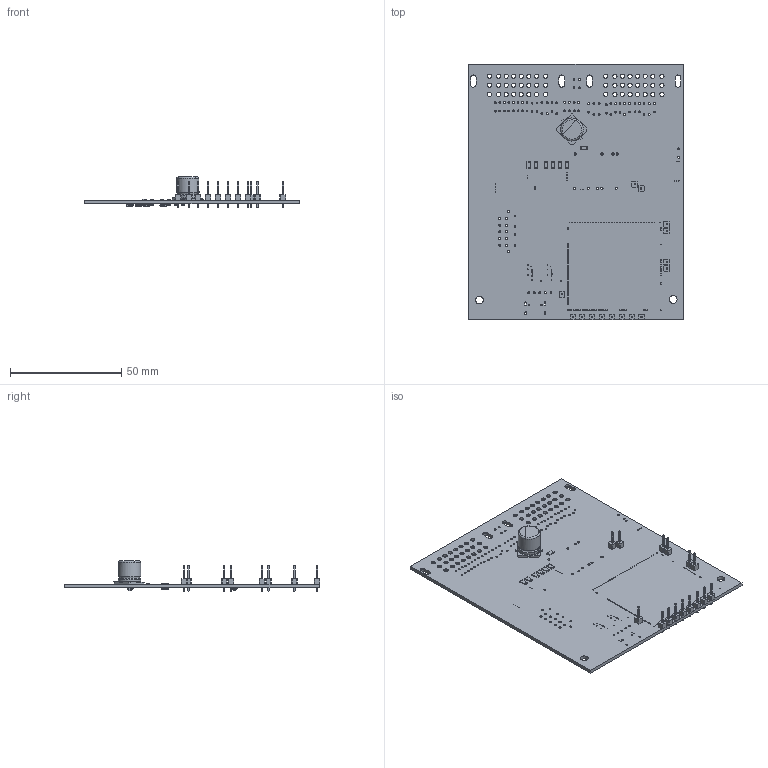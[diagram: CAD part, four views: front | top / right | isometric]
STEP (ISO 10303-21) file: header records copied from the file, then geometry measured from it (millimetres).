
FILE_DESCRIPTION(('KiCad electronic assembly'),'2;1');
FILE_NAME('alphax_4ch-h.step','2023-12-09T22:22:16',('Pcbnew'),('Kicad') ,'Open CASCADE STEP processor 7.6','KiCad to STEP converter','Unknown' );
FILE_SCHEMA(('AUTOMOTIVE_DESIGN { 1 0 10303 214 1 1 1 1 }'));
Length unit declared in the file: millimetre
Products named in the file (10): alphax_4ch-h 1; PinHeader_1x01_P2.54mm_Vertical; SOLID; R_1206_3216Metric; CP_Elec_10x10.5; SOT-23; PCB
Assembly tree (39 placements, depth 3):
  alphax_4ch-h 1
    PinHeader_1x01_P2.54mm_Vertical  x15
      SOLID
    R_1206_3216Metric  x13
      SOLID
    CP_Elec_10x10.5
      SOLID
    SOT-23  x5
      SOLID
    PCB
Bounding box: 96.5 x 114.97 x 13.5 mm (x, y, z)
Volume: 18200.7 mm3; surface area: 25351.9 mm2
Topology: 35 solids, 35 shells, 3227 faces, 8985 edges, 5859 vertices
Faces by surface type: plane 2637, cylinder 448, bspline 137, torus 4, revolution 1
Full cylindrical faces by diameter (mm): 0.3 x155, 0.65 x2, 0.813 x74, 0.85 x5, 1 x36, 3.5 x2, 10 x2
Entity records: 163136 total; most frequent: CARTESIAN_POINT 30318, DIRECTION 24060, LINE 18335, VECTOR 18335, ORIENTED_EDGE 13106, PCURVE 13106, DEFINITIONAL_REPRESENTATION 13106, EDGE_CURVE 6553
